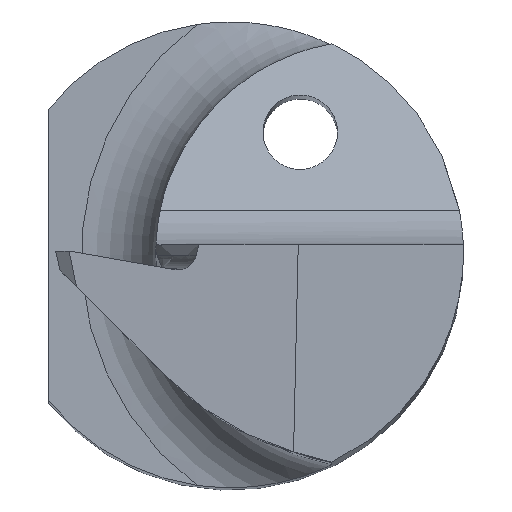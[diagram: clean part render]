
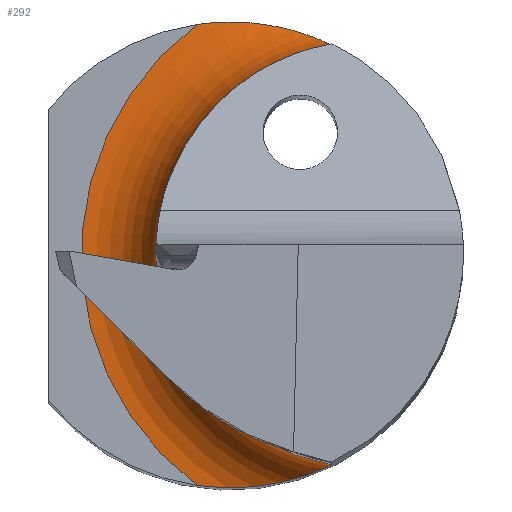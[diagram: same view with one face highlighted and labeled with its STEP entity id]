
A CAD part, top view. The second image highlights one B-rep face of the part: STEP entity #292.
In plain terms, the highlighted toroidal (fillet/blend) face has major radius 3.084 mm and minor radius 0.8 mm.
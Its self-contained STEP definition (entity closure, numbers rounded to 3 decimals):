
#5 = DIRECTION ( 'NONE',  ( -1., 0., 0. ) ) ;
#7 = CARTESIAN_POINT ( 'NONE',  ( 1.09, -2.25, 15.55 ) ) ;
#32 = DIRECTION ( 'NONE',  ( -1., 0., 0. ) ) ;
#68 = VERTEX_POINT ( 'NONE', #188 ) ;
#70 = VERTEX_POINT ( 'NONE', #111 ) ;
#77 = EDGE_CURVE ( 'NONE', #805, #70, #118, .T. ) ;
#78 = CARTESIAN_POINT ( 'NONE',  ( 0.678, -2.411, 14.957 ) ) ;
#111 = CARTESIAN_POINT ( 'NONE',  ( -0.357, 2.474, 14.75 ) ) ;
#118 = B_SPLINE_CURVE_WITH_KNOTS ( 'NONE', 3,
 ( #487, #571, #480, #126, #493, #844, #834, #205, #385, #556 ),
 .UNSPECIFIED., .F., .F.,
 ( 4, 2, 2, 2, 4 ),
 ( 0., 0., 0.001, 0.001, 0.002 ),
 .UNSPECIFIED. ) ;
#121 = AXIS2_PLACEMENT_3D ( 'NONE', #996, #990, #5 ) ;
#126 = CARTESIAN_POINT ( 'NONE',  ( 0.811, 2.368, 15.035 ) ) ;
#175 = AXIS2_PLACEMENT_3D ( 'NONE', #450, #973, #346 ) ;
#188 = CARTESIAN_POINT ( 'NONE',  ( -0.357, -2.474, 14.75 ) ) ;
#205 = CARTESIAN_POINT ( 'NONE',  ( -0.05, 2.504, 14.76 ) ) ;
#273 = ORIENTED_EDGE ( 'NONE', *, *, #753, .T. ) ;
#292 = ADVANCED_FACE ( 'NONE', ( #444 ), #407, .F. ) ;
#296 = CARTESIAN_POINT ( 'NONE',  ( 1.09, 2.25, 15.55 ) ) ;
#344 = CIRCLE ( 'NONE', #762, 2.284 ) ;
#346 = DIRECTION ( 'NONE',  ( -1., 0., 0. ) ) ;
#385 = CARTESIAN_POINT ( 'NONE',  ( -0.204, 2.496, 14.75 ) ) ;
#391 = B_SPLINE_CURVE_WITH_KNOTS ( 'NONE', 3,
 ( #1068, #977, #535, #1145, #889, #78, #449, #543, #924, #752, #821, #7 ),
 .UNSPECIFIED., .F., .F.,
 ( 4, 2, 2, 2, 2, 4 ),
 ( 0., 0., 0.001, 0.001, 0.002, 0.002 ),
 .UNSPECIFIED. ) ;
#407 = TOROIDAL_SURFACE ( 'NONE', #175, 3.084, 0.8 ) ;
#444 = FACE_OUTER_BOUND ( 'NONE', #868, .T. ) ;
#449 = CARTESIAN_POINT ( 'NONE',  ( 0.809, -2.368, 15.033 ) ) ;
#450 = CARTESIAN_POINT ( 'NONE',  ( 1.484, 0., 15.55 ) ) ;
#480 = CARTESIAN_POINT ( 'NONE',  ( 1.016, 2.287, 15.249 ) ) ;
#487 = CARTESIAN_POINT ( 'NONE',  ( 1.09, 2.25, 15.55 ) ) ;
#493 = CARTESIAN_POINT ( 'NONE',  ( 0.68, 2.41, 14.957 ) ) ;
#502 = ORIENTED_EDGE ( 'NONE', *, *, #1133, .T. ) ;
#531 = EDGE_CURVE ( 'NONE', #1071, #805, #344, .T. ) ;
#535 = CARTESIAN_POINT ( 'NONE',  ( -0.052, -2.504, 14.76 ) ) ;
#543 = CARTESIAN_POINT ( 'NONE',  ( 0.964, -2.307, 15.195 ) ) ;
#556 = CARTESIAN_POINT ( 'NONE',  ( -0.357, 2.474, 14.75 ) ) ;
#571 = CARTESIAN_POINT ( 'NONE',  ( 1.09, 2.25, 15.394 ) ) ;
#586 = ORIENTED_EDGE ( 'NONE', *, *, #77, .T. ) ;
#636 = CIRCLE ( 'NONE', #121, 3.084 ) ;
#752 = CARTESIAN_POINT ( 'NONE',  ( 1.072, -2.259, 15.396 ) ) ;
#753 = EDGE_CURVE ( 'NONE', #68, #1071, #391, .T. ) ;
#762 = AXIS2_PLACEMENT_3D ( 'NONE', #952, #1124, #32 ) ;
#805 = VERTEX_POINT ( 'NONE', #296 ) ;
#812 = CARTESIAN_POINT ( 'NONE',  ( 1.09, -2.25, 15.55 ) ) ;
#821 = CARTESIAN_POINT ( 'NONE',  ( 1.09, -2.25, 15.472 ) ) ;
#834 = CARTESIAN_POINT ( 'NONE',  ( 0.251, 2.492, 14.807 ) ) ;
#844 = CARTESIAN_POINT ( 'NONE',  ( 0.402, 2.472, 14.844 ) ) ;
#868 = EDGE_LOOP ( 'NONE', ( #273, #943, #586, #502 ) ) ;
#889 = CARTESIAN_POINT ( 'NONE',  ( 0.4, -2.472, 14.844 ) ) ;
#924 = CARTESIAN_POINT ( 'NONE',  ( 1.008, -2.288, 15.256 ) ) ;
#943 = ORIENTED_EDGE ( 'NONE', *, *, #531, .T. ) ;
#952 = CARTESIAN_POINT ( 'NONE',  ( 1.484, 0., 15.55 ) ) ;
#973 = DIRECTION ( 'NONE',  ( 0., 0., 1. ) ) ;
#977 = CARTESIAN_POINT ( 'NONE',  ( -0.204, -2.496, 14.75 ) ) ;
#990 = DIRECTION ( 'NONE',  ( 0., 0., 1. ) ) ;
#996 = CARTESIAN_POINT ( 'NONE',  ( 1.484, 0., 14.75 ) ) ;
#1068 = CARTESIAN_POINT ( 'NONE',  ( -0.357, -2.474, 14.75 ) ) ;
#1071 = VERTEX_POINT ( 'NONE', #812 ) ;
#1124 = DIRECTION ( 'NONE',  ( 0., 0., -1. ) ) ;
#1133 = EDGE_CURVE ( 'NONE', #70, #68, #636, .T. ) ;
#1145 = CARTESIAN_POINT ( 'NONE',  ( 0.249, -2.492, 14.806 ) ) ;
